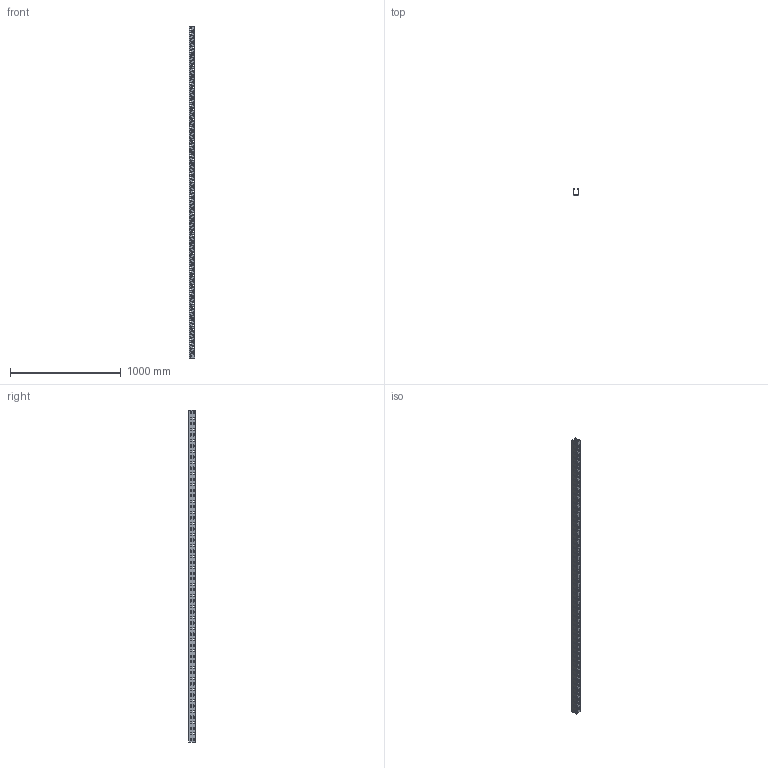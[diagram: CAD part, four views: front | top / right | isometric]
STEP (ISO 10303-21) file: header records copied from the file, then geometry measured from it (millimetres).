
FILE_DESCRIPTION (( 'STEP AP214' ), '1' );
FILE_NAME ('6047602.stp', '2020-01-09T07:42:52', ( '' ), ( '' ), 'SwSTEP 2.0', 'SolidWorks 2018', '' );
FILE_SCHEMA (( 'AUTOMOTIVE_DESIGN' ));
Length unit declared in the file: millimetre
Products named in the file (1): 6047602
Bounding box: 50 x 59.44 x 3000 mm (x, y, z)
Volume: 359453.7 mm3; surface area: 1018278.2 mm2
Topology: 1 solids, 1 shells, 1897 faces, 5685 edges, 3790 vertices
Faces by surface type: cylinder 1137, plane 760
Entity records: 66423 total; most frequent: DIRECTION 11755, CARTESIAN_POINT 11373, ORIENTED_EDGE 11370, EDGE_CURVE 5685, AXIS2_PLACEMENT_3D 4172, VERTEX_POINT 3790, VECTOR 3411, LINE 3411
